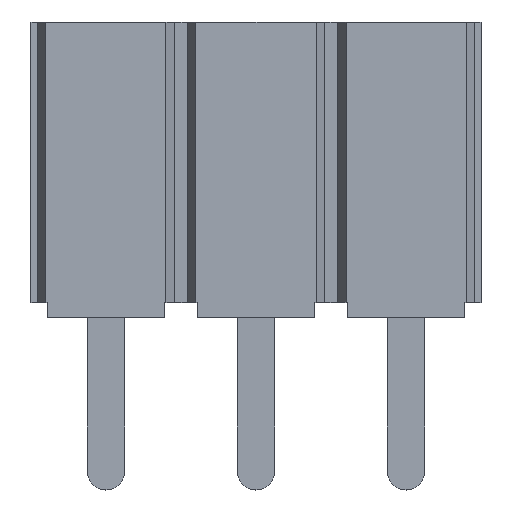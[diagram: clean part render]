
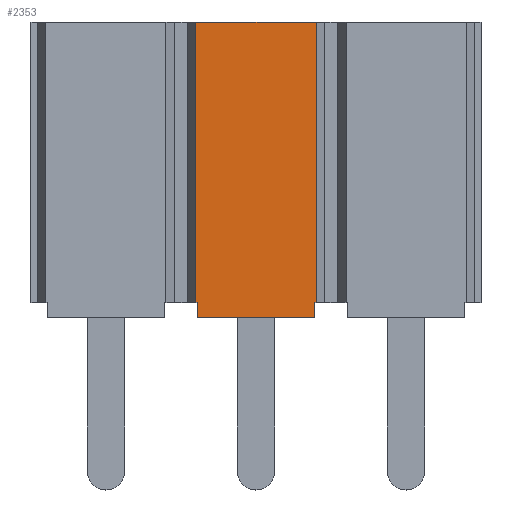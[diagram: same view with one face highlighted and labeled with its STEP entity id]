
A CAD part, top view. The second image highlights one B-rep face of the part: STEP entity #2353.
In plain terms, the highlighted planar face has unit normal (0, 0, 1).
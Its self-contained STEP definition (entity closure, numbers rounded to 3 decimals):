
#5 = VECTOR ( 'NONE', #1507, 1000. ) ;
#6 = LINE ( 'NONE', #1510, #5 ) ;
#89 = LINE ( 'NONE', #1670, #3529 ) ;
#191 = CARTESIAN_POINT ( 'NONE',  ( -17.526, 5., 1.27 ) ) ;
#209 = CARTESIAN_POINT ( 'NONE',  ( -15.494, 0.254, 1.27 ) ) ;
#248 = CARTESIAN_POINT ( 'NONE',  ( -17.526, 0.254, 1.27 ) ) ;
#266 = CARTESIAN_POINT ( 'NONE',  ( -17.501, 0.254, 1.27 ) ) ;
#273 = CARTESIAN_POINT ( 'NONE',  ( -15.519, 0.254, 1.27 ) ) ;
#277 = CARTESIAN_POINT ( 'NONE',  ( -17.501, 0.254, 1.27 ) ) ;
#280 = CARTESIAN_POINT ( 'NONE',  ( -15.519, 0., 1.27 ) ) ;
#290 = DIRECTION ( 'NONE',  ( 0., 1., 0. ) ) ;
#297 = CARTESIAN_POINT ( 'NONE',  ( -17.501, 0., 1.27 ) ) ;
#365 = CARTESIAN_POINT ( 'NONE',  ( -15.494, 5., 1.27 ) ) ;
#505 = EDGE_LOOP ( 'NONE', ( #2116, #2115, #2175, #2160, #2233, #2153, #2171, #2123 ) ) ;
#1187 = CARTESIAN_POINT ( 'NONE',  ( -17.501, 0.254, 1.27 ) ) ;
#1195 = DIRECTION ( 'NONE',  ( -1., 0., 0. ) ) ;
#1507 = DIRECTION ( 'NONE',  ( 0., 1., 0. ) ) ;
#1510 = CARTESIAN_POINT ( 'NONE',  ( -15.494, 0., 1.27 ) ) ;
#1641 = DIRECTION ( 'NONE',  ( 1., 0., 0. ) ) ;
#1647 = DIRECTION ( 'NONE',  ( 0., 1., 0. ) ) ;
#1648 = CARTESIAN_POINT ( 'NONE',  ( -20.32, 0., 1.27 ) ) ;
#1650 = CARTESIAN_POINT ( 'NONE',  ( -17.526, 0., 1.27 ) ) ;
#1657 = DIRECTION ( 'NONE',  ( 0., -1., 0. ) ) ;
#1658 = CARTESIAN_POINT ( 'NONE',  ( -15.519, 0.254, 1.27 ) ) ;
#1659 = DIRECTION ( 'NONE',  ( -1., 0., 0. ) ) ;
#1660 = CARTESIAN_POINT ( 'NONE',  ( -15.519, 0.254, 1.27 ) ) ;
#1667 = DIRECTION ( 'NONE',  ( 1., 0., 0. ) ) ;
#1670 = CARTESIAN_POINT ( 'NONE',  ( -20.32, 5., 1.27 ) ) ;
#1766 = CARTESIAN_POINT ( 'NONE',  ( -20.32, 5., 1.27 ) ) ;
#1819 = PLANE ( 'NONE',  #3674 ) ;
#1877 = DIRECTION ( 'NONE',  ( 0., 0., -1. ) ) ;
#1881 = DIRECTION ( 'NONE',  ( -1., 0., 0. ) ) ;
#2115 = ORIENTED_EDGE ( 'NONE', *, *, #2657, .F. ) ;
#2116 = ORIENTED_EDGE ( 'NONE', *, *, #2442, .F. ) ;
#2123 = ORIENTED_EDGE ( 'NONE', *, *, #2436, .F. ) ;
#2153 = ORIENTED_EDGE ( 'NONE', *, *, #2438, .F. ) ;
#2160 = ORIENTED_EDGE ( 'NONE', *, *, #2444, .T. ) ;
#2171 = ORIENTED_EDGE ( 'NONE', *, *, #2496, .T. ) ;
#2175 = ORIENTED_EDGE ( 'NONE', *, *, #2662, .F. ) ;
#2233 = ORIENTED_EDGE ( 'NONE', *, *, #2439, .F. ) ;
#2245 = LINE ( 'NONE', #1187, #2247 ) ;
#2247 = VECTOR ( 'NONE', #1195, 1000. ) ;
#2277 = VECTOR ( 'NONE', #290, 1000. ) ;
#2278 = LINE ( 'NONE', #277, #2277 ) ;
#2353 = ADVANCED_FACE ( 'NONE', ( #3977 ), #1819, .F. ) ;
#2436 = EDGE_CURVE ( 'NONE', #3085, #3070, #89, .T. ) ;
#2438 = EDGE_CURVE ( 'NONE', #3097, #2982, #3524, .T. ) ;
#2439 = EDGE_CURVE ( 'NONE', #2982, #3202, #3511, .T. ) ;
#2442 = EDGE_CURVE ( 'NONE', #3120, #3085, #3527, .T. ) ;
#2444 = EDGE_CURVE ( 'NONE', #2978, #3202, #3509, .T. ) ;
#2496 = EDGE_CURVE ( 'NONE', #3097, #3070, #6, .T. ) ;
#2657 = EDGE_CURVE ( 'NONE', #3123, #3120, #2245, .T. ) ;
#2662 = EDGE_CURVE ( 'NONE', #2978, #3123, #2278, .T. ) ;
#2978 = VERTEX_POINT ( 'NONE', #297 ) ;
#2982 = VERTEX_POINT ( 'NONE', #273 ) ;
#3070 = VERTEX_POINT ( 'NONE', #365 ) ;
#3085 = VERTEX_POINT ( 'NONE', #191 ) ;
#3097 = VERTEX_POINT ( 'NONE', #209 ) ;
#3120 = VERTEX_POINT ( 'NONE', #248 ) ;
#3123 = VERTEX_POINT ( 'NONE', #266 ) ;
#3202 = VERTEX_POINT ( 'NONE', #280 ) ;
#3495 = VECTOR ( 'NONE', #1641, 1000. ) ;
#3506 = VECTOR ( 'NONE', #1647, 1000. ) ;
#3509 = LINE ( 'NONE', #1648, #3495 ) ;
#3511 = LINE ( 'NONE', #1658, #3513 ) ;
#3513 = VECTOR ( 'NONE', #1657, 1000. ) ;
#3523 = VECTOR ( 'NONE', #1659, 1000. ) ;
#3524 = LINE ( 'NONE', #1660, #3523 ) ;
#3527 = LINE ( 'NONE', #1650, #3506 ) ;
#3529 = VECTOR ( 'NONE', #1667, 1000. ) ;
#3674 = AXIS2_PLACEMENT_3D ( 'NONE', #1766, #1877, #1881 ) ;
#3977 = FACE_OUTER_BOUND ( 'NONE', #505, .T. ) ;
